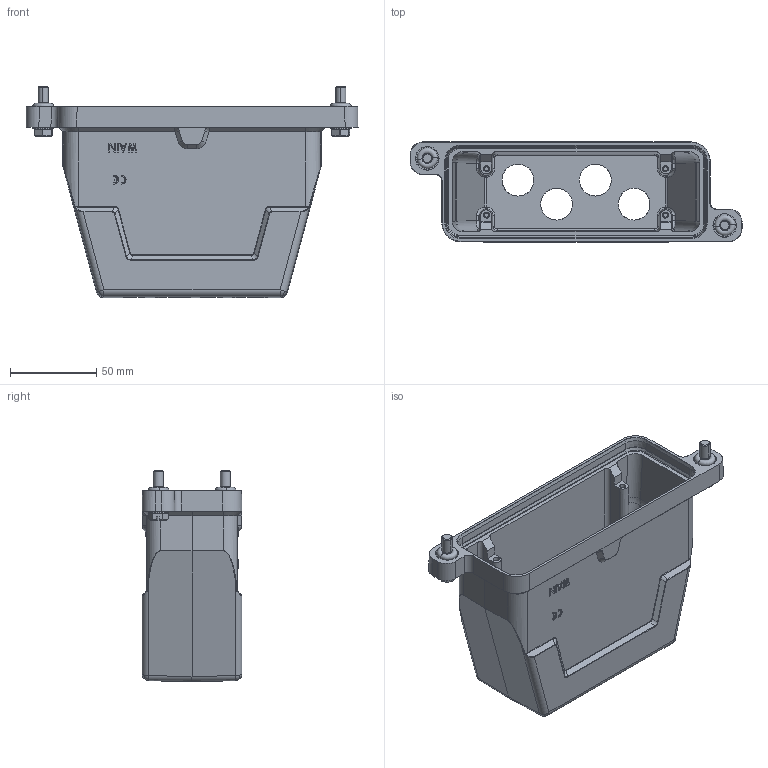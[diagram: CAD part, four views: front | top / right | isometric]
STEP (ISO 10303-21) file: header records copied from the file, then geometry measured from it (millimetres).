
FILE_DESCRIPTION((''),'2;1');
FILE_NAME('3D_1136244205038_HP24B_H-TEH-2S','2023-12-27T',('gq.wu'),(''),'CREO PARAMETRIC BY PTC INC, 2016130','CREO PARAMETRIC BY PTC INC, 2016130','');
FILE_SCHEMA(('CONFIG_CONTROL_DESIGN'));
Length unit declared in the file: millimetre
Products named in the file (1): 3D_1136244205038_HP24B_H-TEH-2S
Bounding box: 193 x 58 x 122.7 mm (x, y, z)
Volume: 228156.9 mm3; surface area: 101139.1 mm2
Topology: 1 solids, 1 shells, 558 faces, 1400 edges, 858 vertices
Faces by surface type: plane 239, cylinder 149, cone 74, bspline 52, torus 28, sphere 16
Entity records: 22390 total; most frequent: CARTESIAN_POINT 9431, ORIENTED_EDGE 2768, DIRECTION 2580, EDGE_CURVE 1384, AXIS2_PLACEMENT_3D 909, VERTEX_POINT 858, VECTOR 762, LINE 762
